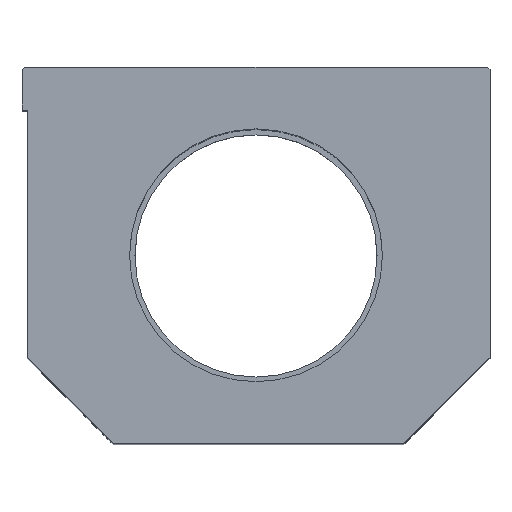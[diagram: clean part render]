
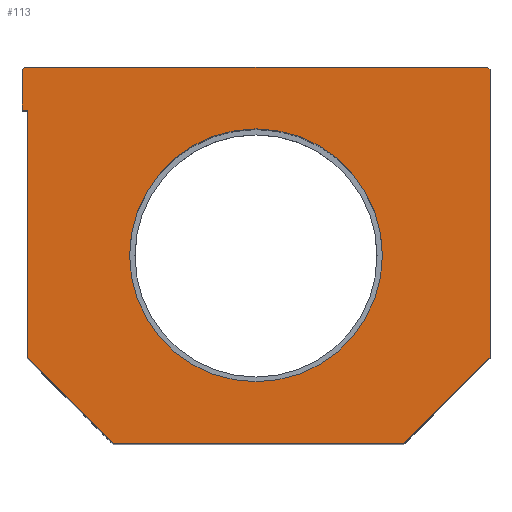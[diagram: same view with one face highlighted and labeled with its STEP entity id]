
A CAD part, top view. The second image highlights one B-rep face of the part: STEP entity #113.
In plain terms, the highlighted planar face has unit normal (0, 0, 1).
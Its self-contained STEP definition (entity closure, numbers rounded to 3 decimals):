
#113 = ADVANCED_FACE( '', ( #271, #272 ), #273, .T. );
#271 = FACE_OUTER_BOUND( '', #486, .T. );
#272 = FACE_BOUND( '', #487, .T. );
#273 = PLANE( '', #488 );
#486 = EDGE_LOOP( '', ( #762, #763, #764, #765, #766, #767, #768, #769, #770, #771 ) );
#487 = EDGE_LOOP( '', ( #772 ) );
#488 = AXIS2_PLACEMENT_3D( '', #773, #774, #775 );
#762 = ORIENTED_EDGE( '', *, *, #1152, .T. );
#763 = ORIENTED_EDGE( '', *, *, #1132, .T. );
#764 = ORIENTED_EDGE( '', *, *, #1172, .T. );
#765 = ORIENTED_EDGE( '', *, *, #1173, .T. );
#766 = ORIENTED_EDGE( '', *, *, #1174, .T. );
#767 = ORIENTED_EDGE( '', *, *, #1175, .T. );
#768 = ORIENTED_EDGE( '', *, *, #1176, .T. );
#769 = ORIENTED_EDGE( '', *, *, #1177, .T. );
#770 = ORIENTED_EDGE( '', *, *, #1128, .T. );
#771 = ORIENTED_EDGE( '', *, *, #1178, .T. );
#772 = ORIENTED_EDGE( '', *, *, #1179, .T. );
#773 = CARTESIAN_POINT( '', ( 0., 0., 152. ) );
#774 = DIRECTION( '', ( 0., 0., 1. ) );
#775 = DIRECTION( '', ( 1., 0., 0. ) );
#1128 = EDGE_CURVE( '', #1324, #1322, #1325, .T. );
#1132 = EDGE_CURVE( '', #1330, #1328, #1331, .T. );
#1152 = EDGE_CURVE( '', #1364, #1330, #1365, .T. );
#1172 = EDGE_CURVE( '', #1328, #1397, #1398, .T. );
#1173 = EDGE_CURVE( '', #1397, #1399, #1400, .T. );
#1174 = EDGE_CURVE( '', #1399, #1401, #1402, .T. );
#1175 = EDGE_CURVE( '', #1401, #1403, #1404, .T. );
#1176 = EDGE_CURVE( '', #1403, #1405, #1406, .T. );
#1177 = EDGE_CURVE( '', #1405, #1324, #1407, .T. );
#1178 = EDGE_CURVE( '', #1322, #1364, #1408, .T. );
#1179 = EDGE_CURVE( '', #1409, #1409, #1410, .T. );
#1322 = VERTEX_POINT( '', #1659 );
#1324 = VERTEX_POINT( '', #1662 );
#1325 = LINE( '', #1663, #1664 );
#1328 = VERTEX_POINT( '', #1668 );
#1330 = VERTEX_POINT( '', #1671 );
#1331 = LINE( '', #1672, #1673 );
#1364 = VERTEX_POINT( '', #1713 );
#1365 = LINE( '', #1714, #1715 );
#1397 = VERTEX_POINT( '', #1754 );
#1398 = LINE( '', #1755, #1756 );
#1399 = VERTEX_POINT( '', #1757 );
#1400 = LINE( '', #1758, #1759 );
#1401 = VERTEX_POINT( '', #1760 );
#1402 = LINE( '', #1761, #1762 );
#1403 = VERTEX_POINT( '', #1763 );
#1404 = LINE( '', #1764, #1765 );
#1405 = VERTEX_POINT( '', #1766 );
#1406 = LINE( '', #1767, #1768 );
#1407 = LINE( '', #1769, #1770 );
#1408 = LINE( '', #1771, #1772 );
#1409 = VERTEX_POINT( '', #1773 );
#1410 = CIRCLE( '', #1774, 23.5 );
#1659 = CARTESIAN_POINT( '', ( 43., 70., 152. ) );
#1662 = CARTESIAN_POINT( '', ( 43.5, 69.5, 152. ) );
#1663 = CARTESIAN_POINT( '', ( 43.5, 69.5, 152. ) );
#1664 = VECTOR( '', #1972, 1000. );
#1668 = CARTESIAN_POINT( '', ( -43.5, 62., 152. ) );
#1671 = CARTESIAN_POINT( '', ( -43.5, 69.5, 152. ) );
#1672 = CARTESIAN_POINT( '', ( -43.5, 69.5, 152. ) );
#1673 = VECTOR( '', #1975, 1000. );
#1713 = CARTESIAN_POINT( '', ( -43., 70., 152. ) );
#1714 = CARTESIAN_POINT( '', ( -43., 70., 152. ) );
#1715 = VECTOR( '', #2004, 1000. );
#1754 = CARTESIAN_POINT( '', ( -42.5, 62., 152. ) );
#1755 = CARTESIAN_POINT( '', ( -43.5, 62., 152. ) );
#1756 = VECTOR( '', #2033, 1000. );
#1757 = CARTESIAN_POINT( '', ( -42.5, 16., 152. ) );
#1758 = CARTESIAN_POINT( '', ( -42.5, 62., 152. ) );
#1759 = VECTOR( '', #2034, 1000. );
#1760 = CARTESIAN_POINT( '', ( -26.5, 0., 152. ) );
#1761 = CARTESIAN_POINT( '', ( -42.5, 16., 152. ) );
#1762 = VECTOR( '', #2035, 1000. );
#1763 = CARTESIAN_POINT( '', ( 27.5, 0., 152. ) );
#1764 = CARTESIAN_POINT( '', ( -26.5, 0., 152. ) );
#1765 = VECTOR( '', #2036, 1000. );
#1766 = CARTESIAN_POINT( '', ( 43.5, 16., 152. ) );
#1767 = CARTESIAN_POINT( '', ( 27.5, 0., 152. ) );
#1768 = VECTOR( '', #2037, 1000. );
#1769 = CARTESIAN_POINT( '', ( 43.5, 16., 152. ) );
#1770 = VECTOR( '', #2038, 1000. );
#1771 = CARTESIAN_POINT( '', ( 43., 70., 152. ) );
#1772 = VECTOR( '', #2039, 1000. );
#1773 = CARTESIAN_POINT( '', ( -23.5, 35., 152. ) );
#1774 = AXIS2_PLACEMENT_3D( '', #2040, #2041, #2042 );
#1972 = DIRECTION( '', ( -0.707, 0.707, 0. ) );
#1975 = DIRECTION( '', ( 0., -1., 0. ) );
#2004 = DIRECTION( '', ( -0.707, -0.707, 0. ) );
#2033 = DIRECTION( '', ( 1., 0., 0. ) );
#2034 = DIRECTION( '', ( 0., -1., 0. ) );
#2035 = DIRECTION( '', ( 0.707, -0.707, 0. ) );
#2036 = DIRECTION( '', ( 1., 0., 0. ) );
#2037 = DIRECTION( '', ( 0.707, 0.707, 0. ) );
#2038 = DIRECTION( '', ( 0., 1., 0. ) );
#2039 = DIRECTION( '', ( -1., 0., 0. ) );
#2040 = CARTESIAN_POINT( '', ( 0., 35., 152. ) );
#2041 = DIRECTION( '', ( 0., 0., -1. ) );
#2042 = DIRECTION( '', ( -1., 0., 0. ) );
